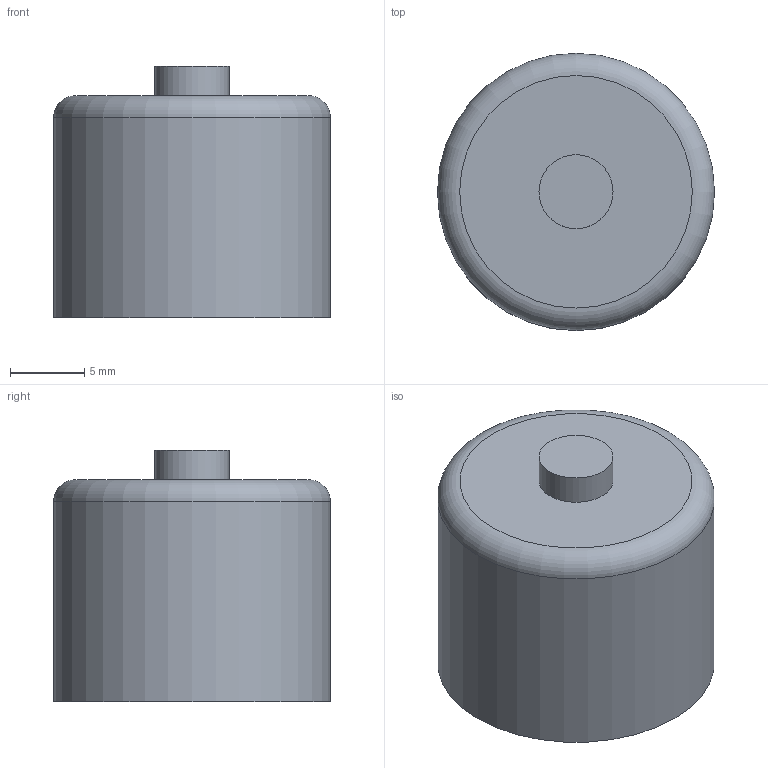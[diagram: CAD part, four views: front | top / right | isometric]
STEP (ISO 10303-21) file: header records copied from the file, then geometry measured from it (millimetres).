
FILE_DESCRIPTION(/* description */ ('Alibre Inc.'),/* implementation_level */ '2;1');
FILE_NAME(/* name */ 'export0',/* time_stamp */ '2015-07-11T14:20:11+12:00',/* author */ (''),/* organization */ (''),/* preprocessor_version */ 'ST-DEVELOPER v14',/* originating_system */ 'Alibre',/* authorisation */ '');
FILE_SCHEMA (('CONFIG_CONTROL_DESIGN'));
Length unit declared in the file: centimetre
Products named in the file (3): ID_1; MMAG01
Bounding box: 18.7 x 18.7 x 17 mm (x, y, z)
Volume: 3588.8 mm3; surface area: 2520 mm2
Topology: 2 solids, 2 shells, 15 faces, 22 edges, 13 vertices
Faces by surface type: plane 6, torus 4, cylinder 4, cone 1
Full cylindrical faces by diameter (mm): 5 x1, 12.7 x2, 18.7 x1
Entity records: 573 total; most frequent: DIRECTION 54, CARTESIAN_POINT 45, AXIS2_PLACEMENT_3D 32, PERSON_AND_ORGANIZATION 28, ORIENTED_EDGE 26, EDGE_LOOP 26, FACE_BOUND 26, COORDINATED_UNIVERSAL_TIME_OFFSET 19
